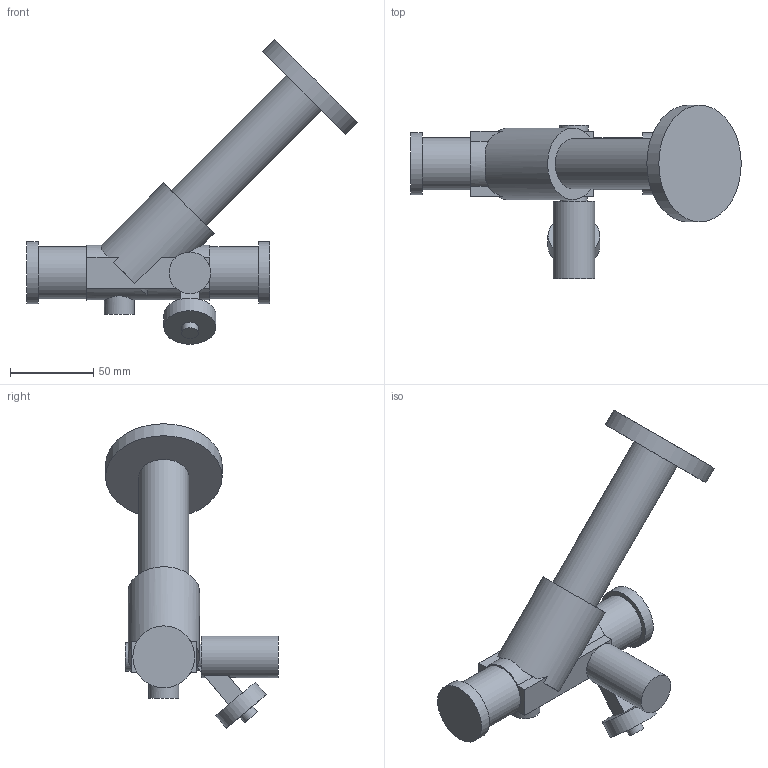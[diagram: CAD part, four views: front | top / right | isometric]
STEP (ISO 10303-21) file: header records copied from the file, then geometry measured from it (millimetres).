
FILE_DESCRIPTION(/* description */ ('STEP AP203'),/* implementation_level */ '2;1');
FILE_NAME(/* name */ '06001025CH',/* time_stamp */ '2024-03-19T17:34:25+01:00',/* author */ ('License CC BY-ND 4.0'),/* organization */ ('CADENAS'),/* preprocessor_version */ 'ST-DEVELOPER v19.3',/* originating_system */ 'PARTsolutions',/* authorisation */ ' ');
FILE_SCHEMA (('CONFIG_CONTROL_DESIGN','INTEGRATED_CNC_SCHEMA','MODEL_BASED_INTEGRATED_MANUFACTURING_SCHEMA'));
Length unit declared in the file: millimetre
Products named in the file (1): 06001025CH
Bounding box: 198.5 x 103.9 x 182.85 mm (x, y, z)
Volume: 332439.7 mm3; surface area: 50434 mm2
Topology: 1 solids, 1 shells, 55 faces, 121 edges, 81 vertices
Faces by surface type: plane 37, cylinder 18
Full cylindrical faces by diameter (mm): 10 x1, 16 x1, 17 x1, 18 x1, 24.98 x1, 30 x1, 31.25 x1, 31.3 x2, 37.2 x2, 43 x1, 70 x1
Entity records: 1507 total; most frequent: CARTESIAN_POINT 288, DIRECTION 259, ORIENTED_EDGE 210, EDGE_CURVE 105, AXIS2_PLACEMENT_3D 103, EDGE_LOOP 81, FACE_BOUND 81, VERTEX_POINT 78
